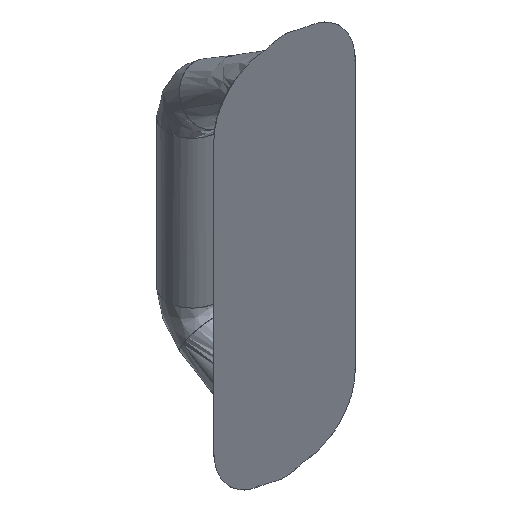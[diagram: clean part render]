
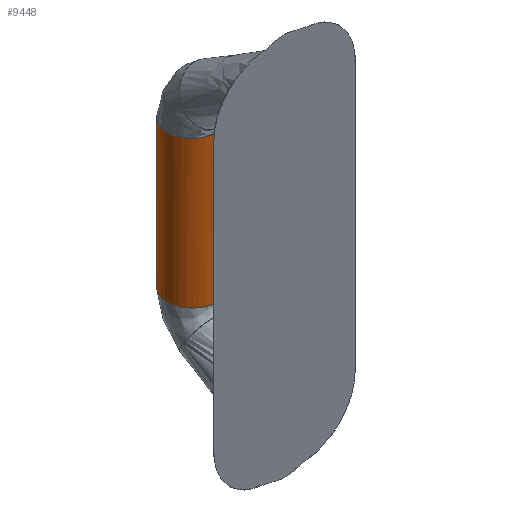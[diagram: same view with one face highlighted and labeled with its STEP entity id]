
A CAD part, isometric view. The second image highlights one B-rep face of the part: STEP entity #9448.
In plain terms, the highlighted free-form (B-spline) face has degree [2, 1] with [5, 2] control points.
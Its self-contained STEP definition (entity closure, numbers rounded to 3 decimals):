
#9448 = ADVANCED_FACE('',(#9449),#9497,.T.);
#9449 = FACE_BOUND('',#9450,.T.);
#9450 = EDGE_LOOP('',(#9451,#9461,#9469,#9476,#9484,#9492));
#9451 = ORIENTED_EDGE('',*,*,#9452,.F.);
#9452 = EDGE_CURVE('',#9453,#9455,#9457,.T.);
#9453 = VERTEX_POINT('',#9454);
#9454 = CARTESIAN_POINT('',(62.791,59.613,
    -230.999));
#9455 = VERTEX_POINT('',#9456);
#9456 = CARTESIAN_POINT('',(79.819,67.531,
    -230.999));
#9457 = ( BOUNDED_CURVE() B_SPLINE_CURVE(2,(#9458,#9459,#9460),
.UNSPECIFIED.,.F.,.F.) B_SPLINE_CURVE_WITH_KNOTS((3,3),(4.712,
5.583),.PIECEWISE_BEZIER_KNOTS.) CURVE() 
GEOMETRIC_REPRESENTATION_ITEM() RATIONAL_B_SPLINE_CURVE((1.,0.907
,1.)) REPRESENTATION_ITEM('') );
#9458 = CARTESIAN_POINT('',(62.791,59.613,
    -230.999));
#9459 = CARTESIAN_POINT('',(73.146,59.613,
    -230.999));
#9460 = CARTESIAN_POINT('',(79.819,67.531,
    -230.999));
#9461 = ORIENTED_EDGE('',*,*,#9462,.F.);
#9462 = EDGE_CURVE('',#9463,#9453,#9465,.T.);
#9463 = VERTEX_POINT('',#9464);
#9464 = CARTESIAN_POINT('',(45.763,96.23,
    -230.999));
#9465 = ( BOUNDED_CURVE() B_SPLINE_CURVE(2,(#9466,#9467,#9468),
.UNSPECIFIED.,.F.,.F.) B_SPLINE_CURVE_WITH_KNOTS((3,3),(2.441,
4.712),.PIECEWISE_BEZIER_KNOTS.) CURVE() 
GEOMETRIC_REPRESENTATION_ITEM() RATIONAL_B_SPLINE_CURVE((1.,
0.422,1.)) REPRESENTATION_ITEM('') );
#9466 = CARTESIAN_POINT('',(45.763,96.23,
    -230.999));
#9467 = CARTESIAN_POINT('',(14.905,59.613,
    -230.999));
#9468 = CARTESIAN_POINT('',(62.791,59.613,
    -230.999));
#9469 = ORIENTED_EDGE('',*,*,#9470,.F.);
#9470 = EDGE_CURVE('',#9471,#9463,#9473,.T.);
#9471 = VERTEX_POINT('',#9472);
#9472 = CARTESIAN_POINT('',(45.763,96.23,
    -100.559));
#9473 = B_SPLINE_CURVE_WITH_KNOTS('',1,(#9474,#9475),.UNSPECIFIED.,.F.,
  .F.,(2,2),(0.,87.868),.PIECEWISE_BEZIER_KNOTS.);
#9474 = CARTESIAN_POINT('',(45.763,96.23,
    -100.559));
#9475 = CARTESIAN_POINT('',(45.763,96.23,
    -230.999));
#9476 = ORIENTED_EDGE('',*,*,#9477,.F.);
#9477 = EDGE_CURVE('',#9478,#9471,#9480,.T.);
#9478 = VERTEX_POINT('',#9479);
#9479 = CARTESIAN_POINT('',(62.791,59.613,
    -100.559));
#9480 = ( BOUNDED_CURVE() B_SPLINE_CURVE(2,(#9481,#9482,#9483),
.UNSPECIFIED.,.F.,.F.) B_SPLINE_CURVE_WITH_KNOTS((3,3),(0.,
2.271),.PIECEWISE_BEZIER_KNOTS.) CURVE() 
GEOMETRIC_REPRESENTATION_ITEM() RATIONAL_B_SPLINE_CURVE((1.,
0.422,1.)) REPRESENTATION_ITEM('') );
#9481 = CARTESIAN_POINT('',(62.791,59.613,
    -100.559));
#9482 = CARTESIAN_POINT('',(14.905,59.613,
    -100.559));
#9483 = CARTESIAN_POINT('',(45.763,96.23,
    -100.559));
#9484 = ORIENTED_EDGE('',*,*,#9485,.F.);
#9485 = EDGE_CURVE('',#9486,#9478,#9488,.T.);
#9486 = VERTEX_POINT('',#9487);
#9487 = CARTESIAN_POINT('',(79.819,67.531,
    -100.559));
#9488 = ( BOUNDED_CURVE() B_SPLINE_CURVE(2,(#9489,#9490,#9491),
.UNSPECIFIED.,.F.,.F.) B_SPLINE_CURVE_WITH_KNOTS((3,3),(
0.,0.871),.PIECEWISE_BEZIER_KNOTS.) CURVE() 
GEOMETRIC_REPRESENTATION_ITEM() RATIONAL_B_SPLINE_CURVE((1.,
0.907,1.)) REPRESENTATION_ITEM('') );
#9489 = CARTESIAN_POINT('',(79.819,67.531,
    -100.559));
#9490 = CARTESIAN_POINT('',(73.146,59.613,
    -100.559));
#9491 = CARTESIAN_POINT('',(62.791,59.613,
    -100.559));
#9492 = ORIENTED_EDGE('',*,*,#9493,.F.);
#9493 = EDGE_CURVE('',#9455,#9486,#9494,.T.);
#9494 = B_SPLINE_CURVE_WITH_KNOTS('',1,(#9495,#9496),.UNSPECIFIED.,.F.,
  .F.,(2,2),(0.,87.868),.PIECEWISE_BEZIER_KNOTS.);
#9495 = CARTESIAN_POINT('',(79.819,67.531,
    -230.999));
#9496 = CARTESIAN_POINT('',(79.819,67.531,
    -100.559));
#9497 = ( BOUNDED_SURFACE() B_SPLINE_SURFACE(2,1,(
    (#9498,#9499)
    ,(#9500,#9501)
    ,(#9502,#9503)
    ,(#9504,#9505)
    ,(#9506,#9507
)),.UNSPECIFIED.,.F.,.F.,.F.) B_SPLINE_SURFACE_WITH_KNOTS((3,2,3),(2,2),
  (0.,1.571,3.142),(0.,87.868),
.PIECEWISE_BEZIER_KNOTS.) GEOMETRIC_REPRESENTATION_ITEM() 
RATIONAL_B_SPLINE_SURFACE((
    (1.,1.)
    ,(0.707,0.707)
    ,(1.,1.)
    ,(0.707,0.707)
,(1.,1.))) REPRESENTATION_ITEM('') SURFACE() );
#9498 = CARTESIAN_POINT('',(45.763,96.23,
    -100.559));
#9499 = CARTESIAN_POINT('',(45.763,96.23,
    -230.999));
#9500 = CARTESIAN_POINT('',(31.414,79.202,
    -100.559));
#9501 = CARTESIAN_POINT('',(31.414,79.202,
    -230.999));
#9502 = CARTESIAN_POINT('',(48.441,64.853,
    -100.559));
#9503 = CARTESIAN_POINT('',(48.441,64.853,
    -230.999));
#9504 = CARTESIAN_POINT('',(65.469,50.503,
    -100.559));
#9505 = CARTESIAN_POINT('',(65.469,50.503,
    -230.999));
#9506 = CARTESIAN_POINT('',(79.819,67.531,
    -100.559));
#9507 = CARTESIAN_POINT('',(79.819,67.531,
    -230.999));
